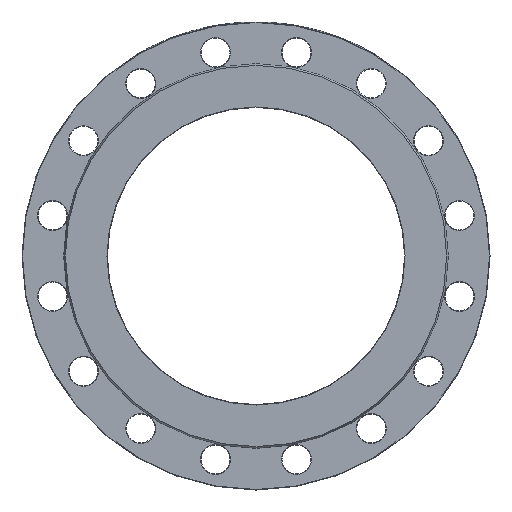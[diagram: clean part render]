
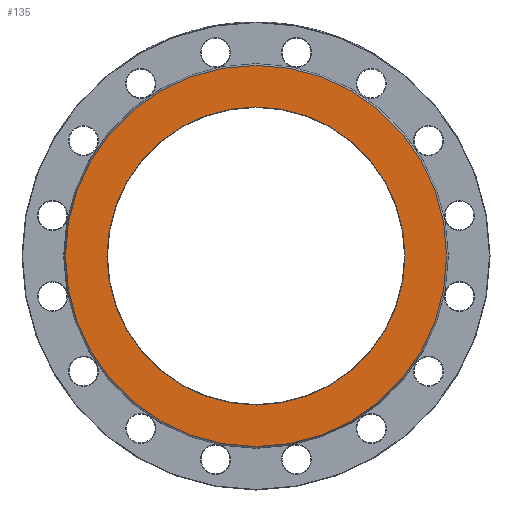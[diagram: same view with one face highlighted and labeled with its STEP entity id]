
A CAD part, left-side view. The second image highlights one B-rep face of the part: STEP entity #135.
In plain terms, the highlighted planar face has unit normal (-1, 0, 0).
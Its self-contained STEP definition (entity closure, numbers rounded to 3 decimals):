
#67 = DIRECTION ( 'NONE',  ( 0., 0., 1. ) ) ;
#135 = ADVANCED_FACE ( 'NONE', ( #2438, #6206 ), #11808, .F. ) ;
#337 = EDGE_LOOP ( 'NONE', ( #2138 ) ) ;
#523 = CIRCLE ( 'NONE', #3444, 197.5 ) ;
#1345 = EDGE_LOOP ( 'NONE', ( #10472 ) ) ;
#1500 = CIRCLE ( 'NONE', #11607, 154.45 ) ;
#1503 = EDGE_CURVE ( 'NONE', #1540, #1540, #1500, .T. ) ;
#1540 = VERTEX_POINT ( 'NONE', #5376 ) ;
#2138 = ORIENTED_EDGE ( 'NONE', *, *, #5352, .T. ) ;
#2438 = FACE_BOUND ( 'NONE', #1345, .T. ) ;
#2562 = DIRECTION ( 'NONE',  ( 0., 0., -1. ) ) ;
#2954 = CARTESIAN_POINT ( 'NONE',  ( 0., 0., 0. ) ) ;
#3380 = VERTEX_POINT ( 'NONE', #7080 ) ;
#3444 = AXIS2_PLACEMENT_3D ( 'NONE', #2954, #6654, #67 ) ;
#4310 = CARTESIAN_POINT ( 'NONE',  ( 0., 153.95, 0. ) ) ;
#5352 = EDGE_CURVE ( 'NONE', #3380, #3380, #523, .T. ) ;
#5376 = CARTESIAN_POINT ( 'NONE',  ( 0., 0., -154.45 ) ) ;
#6206 = FACE_OUTER_BOUND ( 'NONE', #337, .T. ) ;
#6324 = DIRECTION ( 'NONE',  ( 1., 0., 0. ) ) ;
#6654 = DIRECTION ( 'NONE',  ( -1., 0., 0. ) ) ;
#7080 = CARTESIAN_POINT ( 'NONE',  ( 0., 0., 197.5 ) ) ;
#8013 = DIRECTION ( 'NONE',  ( 1., 0., 0. ) ) ;
#8616 = CARTESIAN_POINT ( 'NONE',  ( 0., 0., 0. ) ) ;
#10022 = DIRECTION ( 'NONE',  ( 0., 0., -1. ) ) ;
#10214 = AXIS2_PLACEMENT_3D ( 'NONE', #4310, #6324, #2562 ) ;
#10472 = ORIENTED_EDGE ( 'NONE', *, *, #1503, .T. ) ;
#11607 = AXIS2_PLACEMENT_3D ( 'NONE', #8616, #8013, #10022 ) ;
#11808 = PLANE ( 'NONE',  #10214 ) ;
